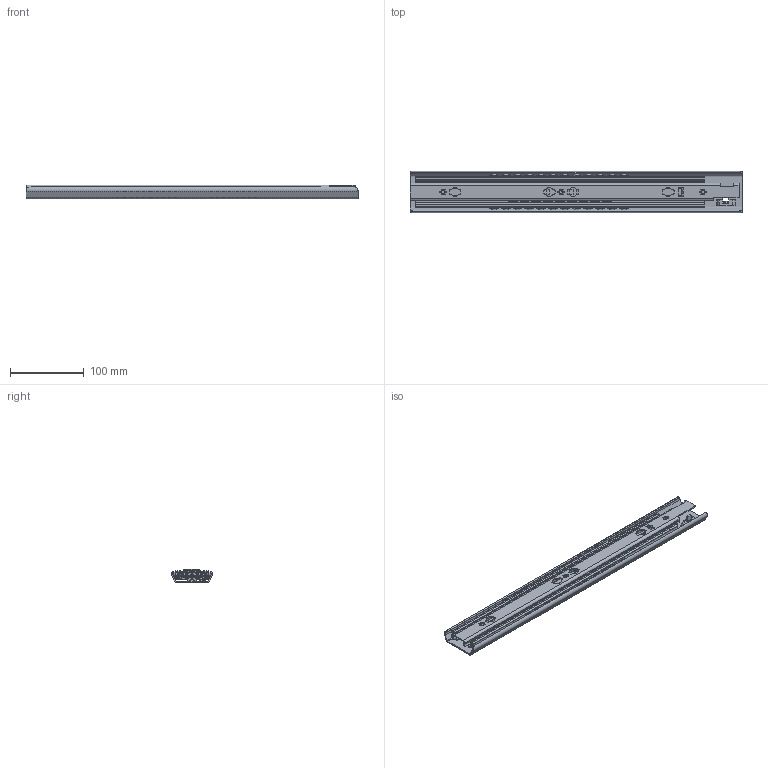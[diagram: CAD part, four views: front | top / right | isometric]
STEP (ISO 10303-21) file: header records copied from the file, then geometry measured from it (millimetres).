
FILE_DESCRIPTION(/* description */ ('ULFHD-F- 450/450mm (18.5) Zinc-Magnesium'),/* implementation_level */ '2;1');
FILE_NAME(/* name */ 'M12-AB6_00_open.stp',/* time_stamp */ '2025-09-08T14:10:20+02:00',/* author */ ('l.hoffmann'),/* organization */ (''),/* preprocessor_version */ 'ST-DEVELOPER v20',/* originating_system */ 'Autodesk Inventor 2022',/* authorisation */ '');
FILE_SCHEMA (('AUTOMOTIVE_DESIGN { 1 0 10303 214 3 1 1 }'));
Length unit declared in the file: millimetre
Products named in the file (14): M12-M28; 511-M12-M28-HMB; 511-M12-M28-HMB_1; E000174867; E000174864; E000174863; 512-M12-M28-UM2; 512-M12-M28-UM2_1; E000174876; E000174854; E000174874; E000174873; 514-M12-M28-MB3; 514-M12-M28-MB3_1
Assembly tree (33 placements, depth 3):
  M12-M28
    511-M12-M28-HMB
      511-M12-M28-HMB_1
    E000174867
      E000174854
      E000174864
      E000174863  x12
    512-M12-M28-UM2
      512-M12-M28-UM2_1
    E000174876
      E000174854
      E000174874
      E000174873  x9
    514-M12-M28-MB3
      514-M12-M28-MB3_1
Bounding box: 450 x 55.79 x 18.55 mm (x, y, z)
Volume: 152062 mm3; surface area: 202094.5 mm2
Topology: 47 solids, 47 shells, 1418 faces, 4234 edges, 2811 vertices
Faces by surface type: plane 694, cylinder 640, cone 42, sphere 42
Full cylindrical faces by diameter (mm): 5.56 x18, 6.35 x24, 8 x3, 11 x3
Entity records: 49303 total; most frequent: CARTESIAN_POINT 10168, ORIENTED_EDGE 8224, DIRECTION 8176, EDGE_CURVE 4112, AXIS2_PLACEMENT_3D 2838, VERTEX_POINT 2735, LINE 2500, VECTOR 2500
